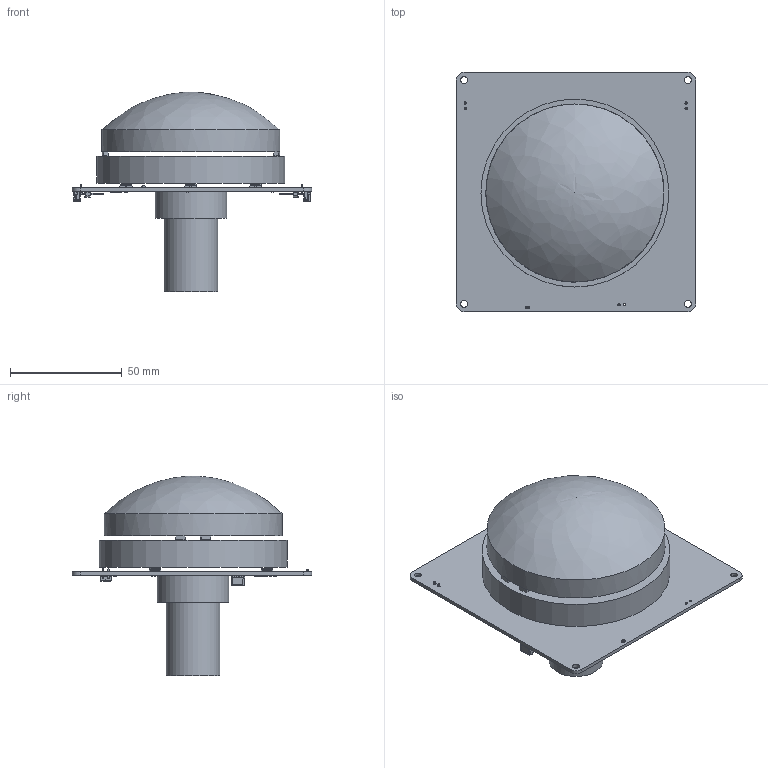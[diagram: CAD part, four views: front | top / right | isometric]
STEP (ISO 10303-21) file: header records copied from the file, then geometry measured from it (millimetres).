
FILE_DESCRIPTION(('Open CASCADE Model'),'2;1');
FILE_NAME('Open CASCADE Shape Model','2025-04-23T06:09:34',('Author'),( 'Open CASCADE'),'Open CASCADE STEP processor 7.5','Open CASCADE 7.5' ,'Unknown');
FILE_SCHEMA(('AUTOMOTIVE_DESIGN { 1 0 10303 214 1 1 1 1 }'));
Length unit declared in the file: millimetre
Products named in the file (64): PCB; Board; Open CASCADE STEP translator 7.5 2.1.1; R11; 6388923104; Extruded; 6388922864; Light; 61300211021; 6130xx11021_PIN; Button; R8; 6388923424; 6388921424; R2; R1; R10; R7; R5; R9; R3; R6; D3; 150505M1xxx; cover; housing; base; D1; D2; STAT1; 0603 LED Green; Solid1; Solid4; R4; U; DUELink-U-Connector-BM04B-SRSS-TB; D; DUELink-Connector-BM04B-SRSS-TB; C2; 0805 SMD Capacitor ...
Assembly tree (98 placements, depth 4):
  PCB
    Board
      Open CASCADE STEP translator 7.5 2.1.1
    R11
      6388923104  x2
        Extruded
      6388922864
        Extruded
    Light
      61300211021
        61300211021
        6130xx11021_PIN  x2
    Button
      61300211021
        61300211021
        6130xx11021_PIN  x2
    R8
      6388923424  x2
        Extruded
      6388921424
        Extruded
    R2
      6388923424  x2
        Extruded
      6388921424
        Extruded
    R1
      6388923424  x2
        Extruded
      6388921424
        Extruded
    R10
      6388923424  x2
        Extruded
      6388921424
        Extruded
    R7
      6388923424  x2
        Extruded
      6388921424
        Extruded
    R5
      6388923424  x2
        Extruded
      6388921424
        Extruded
    R9
      6388923424  x2
        Extruded
      6388921424
        Extruded
    R3
      6388923424  x2
        Extruded
      6388921424
        Extruded
    R6
      6388923424  x2
        Extruded
      6388921424
Bounding box: 107 x 107 x 89.33 mm (x, y, z)
Volume: 125535.8 mm3; surface area: 61857.4 mm2
Topology: 144 solids, 144 shells, 2305 faces, 7231 edges, 6667 vertices
Faces by surface type: plane 1890, cylinder 367, bspline 35, sphere 8, cone 3, revolution 2
Full cylindrical faces by diameter (mm): 1.016 x2, 1.1 x4, 1.3 x3, 3 x4, 24 x1, 25 x1, 32 x1, 75.54 x1, 79.604 x1, 84 x1
Entity records: 63657 total; most frequent: CARTESIAN_POINT 14286, DIRECTION 8587, ORIENTED_EDGE 7294, LINE 4433, VECTOR 4433, EDGE_CURVE 3647, VERTEX_POINT 2391, AXIS2_PLACEMENT_3D 2076
